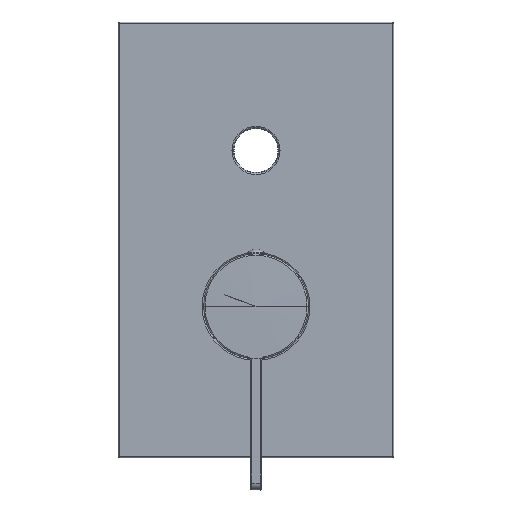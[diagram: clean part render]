
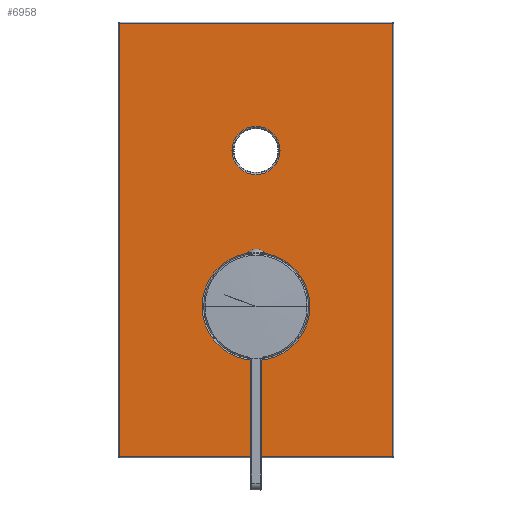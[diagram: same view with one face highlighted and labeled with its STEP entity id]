
A CAD part, top view. The second image highlights one B-rep face of the part: STEP entity #6958.
In plain terms, the highlighted planar face has unit normal (0, 0, 1).
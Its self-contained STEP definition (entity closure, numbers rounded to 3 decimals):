
#5744=DIRECTION('',(-1.,0.,0.));
#5745=VECTOR('',#5744,119.);
#5746=CARTESIAN_POINT('',(59.5,123.5,-2.));
#5747=LINE('',#5746,#5745);
#5748=DIRECTION('',(0.,1.,0.));
#5749=VECTOR('',#5748,189.);
#5750=CARTESIAN_POINT('',(59.5,-65.5,-2.));
#5751=LINE('',#5750,#5749);
#5752=DIRECTION('',(1.,0.,0.));
#5753=VECTOR('',#5752,119.);
#5754=CARTESIAN_POINT('',(-59.5,-65.5,-2.));
#5755=LINE('',#5754,#5753);
#5756=DIRECTION('',(0.,-1.,0.));
#5757=VECTOR('',#5756,189.);
#5758=CARTESIAN_POINT('',(-59.5,123.5,-2.));
#5759=LINE('',#5758,#5757);
#5760=CARTESIAN_POINT('',(0.,0.,-2.));
#5761=DIRECTION('',(0.,0.,-1.));
#5762=DIRECTION('',(1.,0.,0.));
#5763=AXIS2_PLACEMENT_3D('',#5760,#5761,#5762);
#5765=CARTESIAN_POINT('',(0.,0.,-2.));
#5766=DIRECTION('',(0.,0.,-1.));
#5767=DIRECTION('',(-1.,0.,0.));
#5768=AXIS2_PLACEMENT_3D('',#5765,#5766,#5767);
#5770=CARTESIAN_POINT('',(0.,68.,-2.));
#5771=DIRECTION('',(0.,0.,-1.));
#5772=DIRECTION('',(-1.,0.,0.));
#5773=AXIS2_PLACEMENT_3D('',#5770,#5771,#5772);
#5775=CARTESIAN_POINT('',(0.,68.,-2.));
#5776=DIRECTION('',(0.,0.,-1.));
#5777=DIRECTION('',(1.,0.,0.));
#5778=AXIS2_PLACEMENT_3D('',#5775,#5776,#5777);
#6575=CARTESIAN_POINT('',(59.5,123.5,-2.));
#6576=CARTESIAN_POINT('',(-59.5,123.5,-2.));
#6577=VERTEX_POINT('',#6575);
#6578=VERTEX_POINT('',#6576);
#6583=CARTESIAN_POINT('',(-59.5,-65.5,-2.));
#6584=VERTEX_POINT('',#6583);
#6589=CARTESIAN_POINT('',(59.5,-65.5,-2.));
#6590=VERTEX_POINT('',#6589);
#6595=CARTESIAN_POINT('',(23.5,0.,-2.));
#6596=CARTESIAN_POINT('',(-23.5,0.,-2.));
#6597=VERTEX_POINT('',#6595);
#6598=VERTEX_POINT('',#6596);
#6603=CARTESIAN_POINT('',(-10.5,68.,-2.));
#6604=CARTESIAN_POINT('',(10.5,68.,-2.));
#6605=VERTEX_POINT('',#6603);
#6606=VERTEX_POINT('',#6604);
#6932=CARTESIAN_POINT('',(0.,29.,-2.));
#6933=DIRECTION('',(0.,0.,1.));
#6934=DIRECTION('',(1.,0.,0.));
#6935=AXIS2_PLACEMENT_3D('',#6932,#6933,#6934);
#6936=PLANE('',#6935);
#6938=ORIENTED_EDGE('',*,*,#6937,.F.);
#6940=ORIENTED_EDGE('',*,*,#6939,.F.);
#6942=ORIENTED_EDGE('',*,*,#6941,.F.);
#6944=ORIENTED_EDGE('',*,*,#6943,.F.);
#6945=EDGE_LOOP('',(#6938,#6940,#6942,#6944));
#6946=FACE_OUTER_BOUND('',#6945,.F.);
#6948=ORIENTED_EDGE('',*,*,#6947,.F.);
#6950=ORIENTED_EDGE('',*,*,#6949,.F.);
#6951=EDGE_LOOP('',(#6948,#6950));
#6952=FACE_BOUND('',#6951,.F.);
#6954=ORIENTED_EDGE('',*,*,#6953,.F.);
#6955=ORIENTED_EDGE('',*,*,#6915,.F.);
#6956=EDGE_LOOP('',(#6954,#6955));
#6957=FACE_BOUND('',#6956,.F.);
#6958=ADVANCED_FACE('',(#6946,#6952,#6957),#6936,.T.);
#5764=CIRCLE('',#5763,23.5);
#5769=CIRCLE('',#5768,23.5);
#5774=CIRCLE('',#5773,10.5);
#5779=CIRCLE('',#5778,10.5);
#6915=EDGE_CURVE('',#6606,#6605,#5779,.T.);
#6937=EDGE_CURVE('',#6577,#6578,#5747,.T.);
#6939=EDGE_CURVE('',#6590,#6577,#5751,.T.);
#6941=EDGE_CURVE('',#6584,#6590,#5755,.T.);
#6943=EDGE_CURVE('',#6578,#6584,#5759,.T.);
#6947=EDGE_CURVE('',#6597,#6598,#5764,.T.);
#6949=EDGE_CURVE('',#6598,#6597,#5769,.T.);
#6953=EDGE_CURVE('',#6605,#6606,#5774,.T.);
